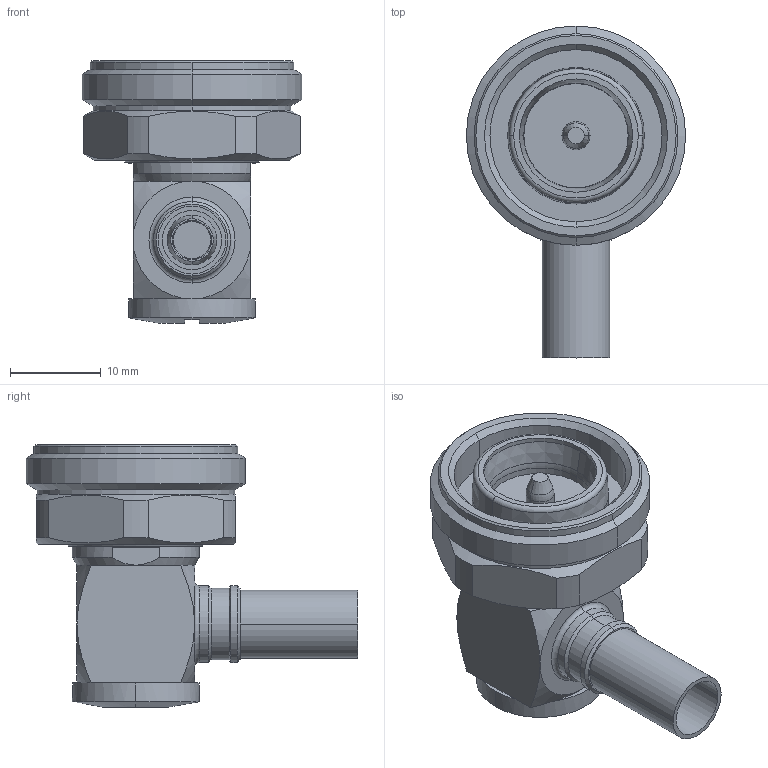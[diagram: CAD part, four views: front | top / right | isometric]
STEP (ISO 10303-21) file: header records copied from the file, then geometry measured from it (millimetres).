
FILE_DESCRIPTION (( 'STEP AP214' ), '1' );
FILE_NAME ('J01440A0016.STEP', '2019-09-19T07:29:22', ( '' ), ( '' ), 'SwSTEP 2.0', 'SolidWorks 2018', '' );
FILE_SCHEMA (( 'AUTOMOTIVE_DESIGN' ));
Length unit declared in the file: millimetre
Products named in the file (1): J01440A0016
Bounding box: 24.2 x 36.6 x 29 mm (x, y, z)
Volume: 7131.8 mm3; surface area: 3897.2 mm2
Topology: 1 solids, 1 shells, 137 faces, 298 edges, 174 vertices
Faces by surface type: cone 44, cylinder 43, plane 42, torus 8
Entity records: 5409 total; most frequent: CARTESIAN_POINT 924, DIRECTION 680, ORIENTED_EDGE 596, EDGE_CURVE 298, AXIS2_PLACEMENT_3D 290, VERTEX_POINT 174, CIRCLE 152, EDGE_LOOP 148
